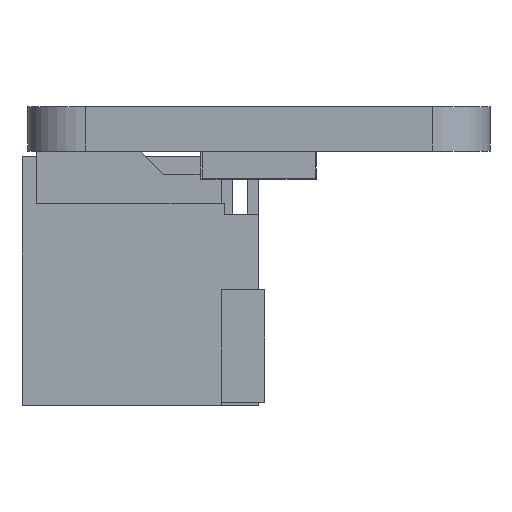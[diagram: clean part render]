
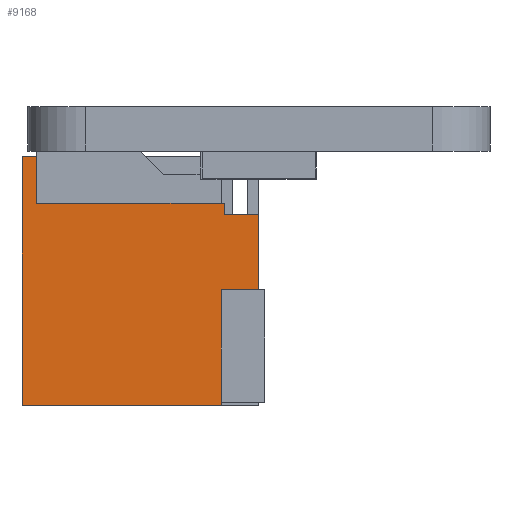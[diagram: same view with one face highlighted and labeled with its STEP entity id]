
A CAD part, front view. The second image highlights one B-rep face of the part: STEP entity #9168.
In plain terms, the highlighted planar face has unit normal (0, -1, 0).
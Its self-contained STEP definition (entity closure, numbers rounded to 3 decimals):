
#8925 = VERTEX_POINT('',#8926);
#8926 = CARTESIAN_POINT('',(4.1,-4.125,-2.15));
#8932 = EDGE_CURVE('',#8925,#8933,#8935,.T.);
#8933 = VERTEX_POINT('',#8934);
#8934 = CARTESIAN_POINT('',(3.85,-4.125,-2.15));
#8935 = LINE('',#8936,#8937);
#8936 = CARTESIAN_POINT('',(4.1,-4.125,-2.15));
#8937 = VECTOR('',#8938,1.);
#8938 = DIRECTION('',(-1.,0.,0.));
#9127 = VERTEX_POINT('',#9128);
#9128 = CARTESIAN_POINT('',(0.,-4.125,-1.15));
#9134 = EDGE_CURVE('',#9135,#9127,#9137,.T.);
#9135 = VERTEX_POINT('',#9136);
#9136 = CARTESIAN_POINT('',(0.,-4.125,0.15));
#9137 = LINE('',#9138,#9139);
#9138 = CARTESIAN_POINT('',(0.,-4.125,2.15));
#9139 = VECTOR('',#9140,1.);
#9140 = DIRECTION('',(0.,0.,-1.));
#9168 = ADVANCED_FACE('',(#9169),#9233,.F.);
#9169 = FACE_BOUND('',#9170,.T.);
#9170 = EDGE_LOOP('',(#9171,#9179,#9180,#9188,#9196,#9204,#9210,#9211,
    #9219,#9227));
#9171 = ORIENTED_EDGE('',*,*,#9172,.F.);
#9172 = EDGE_CURVE('',#8933,#9173,#9175,.T.);
#9173 = VERTEX_POINT('',#9174);
#9174 = CARTESIAN_POINT('',(3.85,-4.125,-1.35));
#9175 = LINE('',#9176,#9177);
#9176 = CARTESIAN_POINT('',(3.85,-4.125,-2.15));
#9177 = VECTOR('',#9178,1.);
#9178 = DIRECTION('',(0.,0.,1.));
#9179 = ORIENTED_EDGE('',*,*,#8932,.F.);
#9180 = ORIENTED_EDGE('',*,*,#9181,.F.);
#9181 = EDGE_CURVE('',#9182,#8925,#9184,.T.);
#9182 = VERTEX_POINT('',#9183);
#9183 = CARTESIAN_POINT('',(4.1,-4.125,2.15));
#9184 = LINE('',#9185,#9186);
#9185 = CARTESIAN_POINT('',(4.1,-4.125,2.15));
#9186 = VECTOR('',#9187,1.);
#9187 = DIRECTION('',(0.,0.,-1.));
#9188 = ORIENTED_EDGE('',*,*,#9189,.T.);
#9189 = EDGE_CURVE('',#9182,#9190,#9192,.T.);
#9190 = VERTEX_POINT('',#9191);
#9191 = CARTESIAN_POINT('',(0.65,-4.125,2.15));
#9192 = LINE('',#9193,#9194);
#9193 = CARTESIAN_POINT('',(4.1,-4.125,2.15));
#9194 = VECTOR('',#9195,1.);
#9195 = DIRECTION('',(-1.,0.,0.));
#9196 = ORIENTED_EDGE('',*,*,#9197,.F.);
#9197 = EDGE_CURVE('',#9198,#9190,#9200,.T.);
#9198 = VERTEX_POINT('',#9199);
#9199 = CARTESIAN_POINT('',(0.65,-4.125,0.15));
#9200 = LINE('',#9201,#9202);
#9201 = CARTESIAN_POINT('',(0.65,-4.125,0.15));
#9202 = VECTOR('',#9203,1.);
#9203 = DIRECTION('',(0.,0.,1.));
#9204 = ORIENTED_EDGE('',*,*,#9205,.F.);
#9205 = EDGE_CURVE('',#9135,#9198,#9206,.T.);
#9206 = LINE('',#9207,#9208);
#9207 = CARTESIAN_POINT('',(0.,-4.125,0.15));
#9208 = VECTOR('',#9209,1.);
#9209 = DIRECTION('',(1.,0.,0.));
#9210 = ORIENTED_EDGE('',*,*,#9134,.T.);
#9211 = ORIENTED_EDGE('',*,*,#9212,.F.);
#9212 = EDGE_CURVE('',#9213,#9127,#9215,.T.);
#9213 = VERTEX_POINT('',#9214);
#9214 = CARTESIAN_POINT('',(0.6,-4.125,-1.15));
#9215 = LINE('',#9216,#9217);
#9216 = CARTESIAN_POINT('',(0.45,-4.125,-1.15));
#9217 = VECTOR('',#9218,1.);
#9218 = DIRECTION('',(-1.,0.,0.));
#9219 = ORIENTED_EDGE('',*,*,#9220,.F.);
#9220 = EDGE_CURVE('',#9221,#9213,#9223,.T.);
#9221 = VERTEX_POINT('',#9222);
#9222 = CARTESIAN_POINT('',(0.6,-4.125,-1.35));
#9223 = LINE('',#9224,#9225);
#9224 = CARTESIAN_POINT('',(0.6,-4.125,-1.35));
#9225 = VECTOR('',#9226,1.);
#9226 = DIRECTION('',(0.,0.,1.));
#9227 = ORIENTED_EDGE('',*,*,#9228,.F.);
#9228 = EDGE_CURVE('',#9173,#9221,#9229,.T.);
#9229 = LINE('',#9230,#9231);
#9230 = CARTESIAN_POINT('',(3.85,-4.125,-1.35));
#9231 = VECTOR('',#9232,1.);
#9232 = DIRECTION('',(-1.,0.,0.));
#9233 = PLANE('',#9234);
#9234 = AXIS2_PLACEMENT_3D('',#9235,#9236,#9237);
#9235 = CARTESIAN_POINT('',(4.1,-4.125,2.15));
#9236 = DIRECTION('',(0.,1.,0.));
#9237 = DIRECTION('',(0.,0.,-1.));
